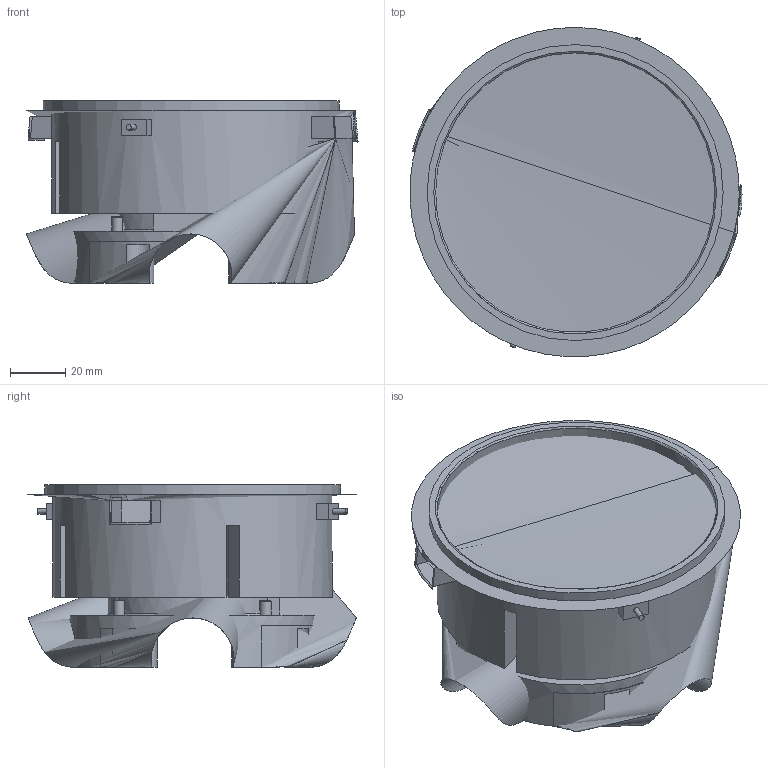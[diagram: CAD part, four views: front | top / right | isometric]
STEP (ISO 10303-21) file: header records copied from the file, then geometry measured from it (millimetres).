
FILE_DESCRIPTION(/* description */ (''),/* implementation_level */ '2;1');
FILE_NAME(/* name */ 'respeaker-3800_2.stp',/* time_stamp */ '2025-09-21T21:46:20-05:00',/* author */ (''),/* organization */ (''),/* preprocessor_version */ 'ST-DEVELOPER v15.2',/* originating_system */ 'Autodesk Translator Framework v2.0.0.5431',/* authorisation */ '');
FILE_SCHEMA (('AUTOMOTIVE_DESIGN { 1 0 10303 214 3 1 1 }'));
Length unit declared in the file: centimetre
Products named in the file (1): respeaker-3800_2
Bounding box: 120.03 x 118.99 x 65.92 mm (x, y, z)
Volume: 245856.7 mm3; surface area: 61515.8 mm2
Topology: 1 solids, 1 shells, 146 faces, 401 edges, 266 vertices
Faces by surface type: plane 80, cylinder 51, bspline 13, torus 1, cone 1
Full cylindrical faces by diameter (mm): 4 x4, 6 x3, 7.2 x4, 10 x1, 88.785 x1, 101 x1, 107 x1
Entity records: 6690 total; most frequent: CARTESIAN_POINT 3204, ORIENTED_EDGE 746, DIRECTION 668, EDGE_CURVE 373, AXIS2_PLACEMENT_3D 270, VERTEX_POINT 255, EDGE_LOOP 182, ADVANCED_FACE 145
